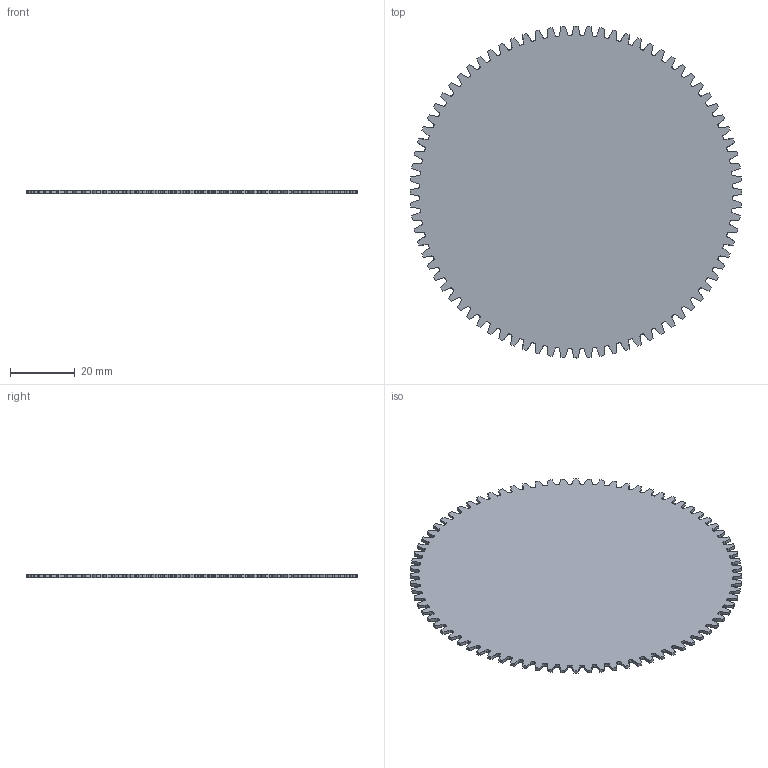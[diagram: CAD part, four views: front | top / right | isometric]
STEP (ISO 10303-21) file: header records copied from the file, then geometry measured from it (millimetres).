
FILE_DESCRIPTION(('FreeCAD Model'),'2;1');
FILE_NAME( 'Gear_80ext_125_OrionALT.step', '2017-01-22T10:54:18',('Author'),(''), 'Open CASCADE STEP processor 6.8','FreeCAD','Unknown');
FILE_SCHEMA(('CONFIG_CONTROL_DESIGN','SHAPE_APPEARANCE_LAYER_MIM'));
Length unit declared in the file: inch
Products named in the file (2): ASSEMBLY; Pad
Assembly tree (1 placements, depth 2):
  ASSEMBLY
    Pad
Bounding box: 102.5 x 102.5 x 1 mm (x, y, z)
Volume: 7819.9 mm3; surface area: 16287.6 mm2
Topology: 1 solids, 1 shells, 642 faces, 1920 edges, 1280 vertices
Faces by surface type: extrusion 320, cylinder 320, plane 2
Entity records: 50033 total; most frequent: CARTESIAN_POINT 14404, DIRECTION 5768, ORIENTED_EDGE 3840, PCURVE 3840, DEFINITIONAL_REPRESENTATION 3840, VECTOR 3520, LINE 3200, EDGE_CURVE 1920
